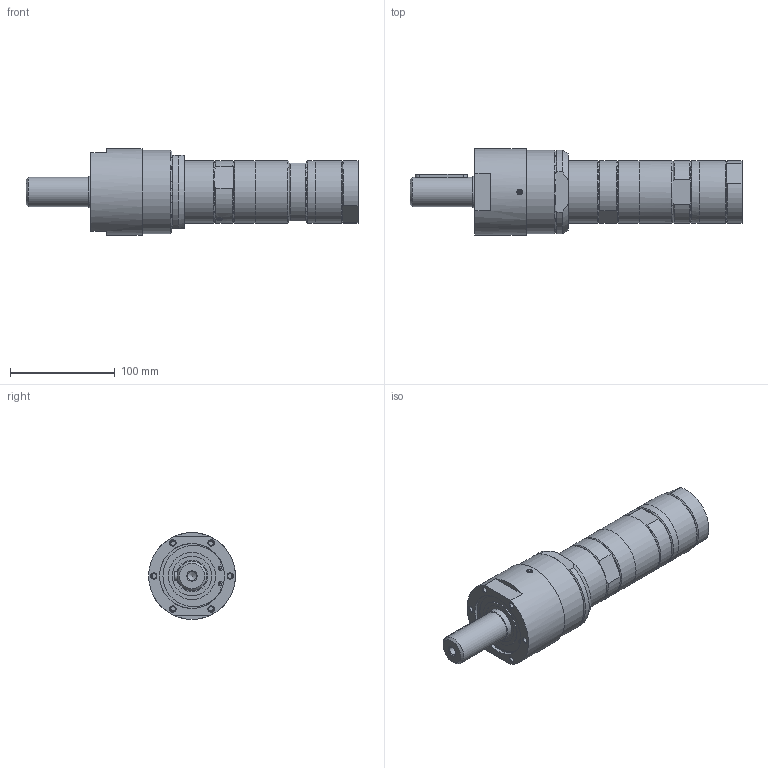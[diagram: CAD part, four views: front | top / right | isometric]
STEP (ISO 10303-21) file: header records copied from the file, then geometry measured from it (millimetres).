
FILE_DESCRIPTION((''),'2;1');
FILE_NAME('MRD 120-140_60002235.stp','2010-09-08T13:10:12',('rmorof'),(''),'Autodesk Inventor 2008','Autodesk Inventor 2008','');
FILE_SCHEMA(('CONFIG_CONTROL_DESIGN'));
Length unit declared in the file: millimetre
Products named in the file (1): MRD 120-140_60002235
Bounding box: 317.5 x 83 x 83 mm (x, y, z)
Volume: 937073.9 mm3; surface area: 81732.9 mm2
Topology: 1 solids, 7 shells, 185 faces, 404 edges, 259 vertices
Faces by surface type: plane 70, cylinder 56, cone 30, bspline 23, sphere 4, torus 2
Full cylindrical faces by diameter (mm): 1.55 x4, 3.6 x2, 4 x2, 5 x2, 5.5 x2, 28 x1, 30 x1, 38 x1, 45 x1, 57.476 x1, 60 x5, 62 x1, 74.849 x1, 80 x1, 83 x1
Entity records: 5466 total; most frequent: CARTESIAN_POINT 1671, DIRECTION 766, ORIENTED_EDGE 618, AXIS2_PLACEMENT_3D 336, EDGE_CURVE 309, EDGE_LOOP 276, VERTEX_POINT 225, FACE_OUTER_BOUND 185
